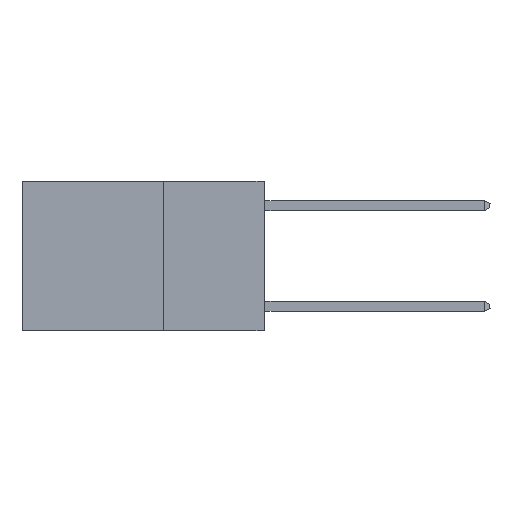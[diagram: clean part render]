
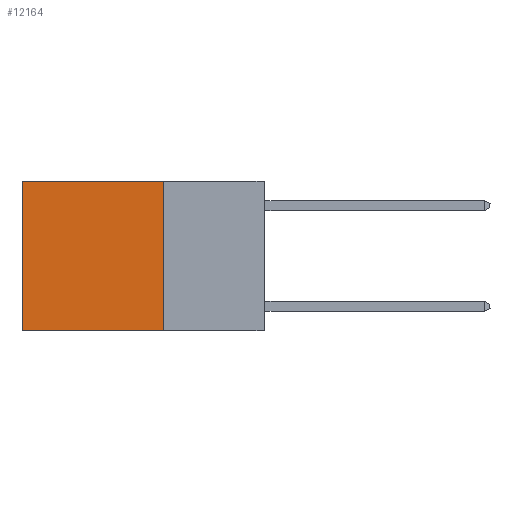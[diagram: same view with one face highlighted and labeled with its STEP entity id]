
A CAD part, left-side view. The second image highlights one B-rep face of the part: STEP entity #12164.
In plain terms, the highlighted planar face has unit normal (-1, 0, 0).
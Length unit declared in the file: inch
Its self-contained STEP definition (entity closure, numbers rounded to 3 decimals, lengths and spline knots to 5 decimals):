
#424 = DIRECTION ( 'NONE',  ( 0., 1., 0. ) ) ;
#775 = DIRECTION ( 'NONE',  ( 0., 0., -1. ) ) ;
#778 = DIRECTION ( 'NONE',  ( 0., 1., 0. ) ) ;
#980 = LINE ( 'NONE', #15453, #9170 ) ;
#1092 = CARTESIAN_POINT ( 'NONE',  ( 0.2625, 0.25, 0. ) ) ;
#1328 = DIRECTION ( 'NONE',  ( 0., 0., -1. ) ) ;
#2014 = LINE ( 'NONE', #15105, #10220 ) ;
#2404 = AXIS2_PLACEMENT_3D ( 'NONE', #4628, #11077, #1328 ) ;
#2923 = PLANE ( 'NONE',  #2404 ) ;
#3134 = LINE ( 'NONE', #11399, #13382 ) ;
#3327 = ORIENTED_EDGE ( 'NONE', *, *, #20522, .F. ) ;
#4467 = CARTESIAN_POINT ( 'NONE',  ( 0.2625, 0.25, -0.37 ) ) ;
#4628 = CARTESIAN_POINT ( 'NONE',  ( 0.2625, 0.25, 0. ) ) ;
#4766 = VERTEX_POINT ( 'NONE', #15114 ) ;
#4834 = ORIENTED_EDGE ( 'NONE', *, *, #13783, .T. ) ;
#5877 = VERTEX_POINT ( 'NONE', #16388 ) ;
#6859 = VERTEX_POINT ( 'NONE', #4467 ) ;
#7564 = VECTOR ( 'NONE', #778, 39.37008 ) ;
#9170 = VECTOR ( 'NONE', #775, 39.37008 ) ;
#9459 = FACE_OUTER_BOUND ( 'NONE', #17452, .T. ) ;
#9855 = ORIENTED_EDGE ( 'NONE', *, *, #20369, .T. ) ;
#10220 = VECTOR ( 'NONE', #424, 39.37008 ) ;
#11077 = DIRECTION ( 'NONE',  ( 1., 0., 0. ) ) ;
#11399 = CARTESIAN_POINT ( 'NONE',  ( 0.2625, 0.25, 0. ) ) ;
#12164 = ADVANCED_FACE ( 'NONE', ( #9459 ), #2923, .F. ) ;
#13382 = VECTOR ( 'NONE', #19505, 39.37008 ) ;
#13516 = EDGE_CURVE ( 'NONE', #4766, #6859, #3134, .T. ) ;
#13783 = EDGE_CURVE ( 'NONE', #4766, #5877, #17160, .T. ) ;
#15105 = CARTESIAN_POINT ( 'NONE',  ( 0.2625, 0.25, -0.37 ) ) ;
#15114 = CARTESIAN_POINT ( 'NONE',  ( 0.2625, 0.25, 0. ) ) ;
#15199 = VERTEX_POINT ( 'NONE', #19530 ) ;
#15453 = CARTESIAN_POINT ( 'NONE',  ( 0.2625, 0.6, 0. ) ) ;
#16388 = CARTESIAN_POINT ( 'NONE',  ( 0.2625, 0.6, 0. ) ) ;
#17160 = LINE ( 'NONE', #1092, #7564 ) ;
#17452 = EDGE_LOOP ( 'NONE', ( #9855, #3327, #18375, #4834 ) ) ;
#18375 = ORIENTED_EDGE ( 'NONE', *, *, #13516, .F. ) ;
#19505 = DIRECTION ( 'NONE',  ( 0., 0., -1. ) ) ;
#19530 = CARTESIAN_POINT ( 'NONE',  ( 0.2625, 0.6, -0.37 ) ) ;
#20369 = EDGE_CURVE ( 'NONE', #5877, #15199, #980, .T. ) ;
#20522 = EDGE_CURVE ( 'NONE', #6859, #15199, #2014, .T. ) ;
